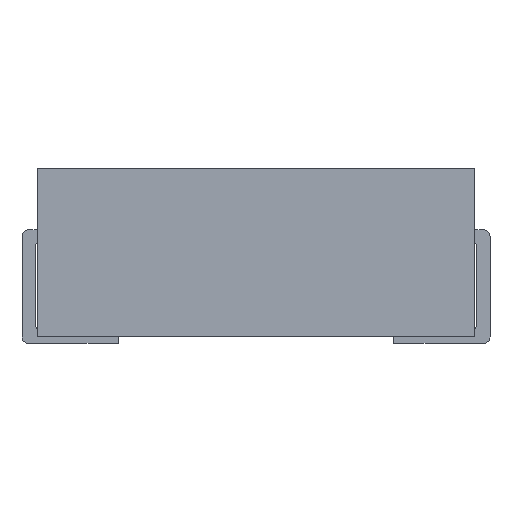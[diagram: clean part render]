
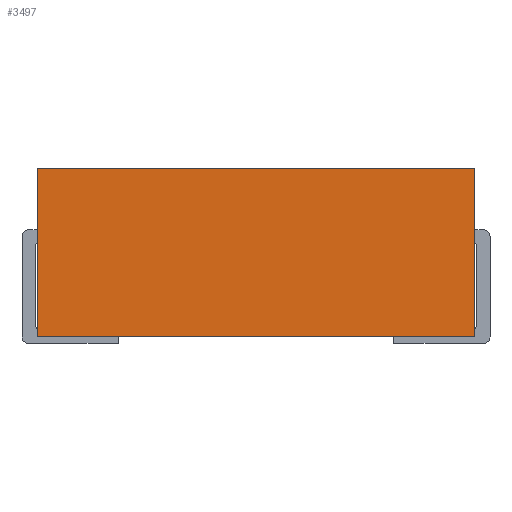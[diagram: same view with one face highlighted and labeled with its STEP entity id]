
A CAD part, left-side view. The second image highlights one B-rep face of the part: STEP entity #3497.
In plain terms, the highlighted face is planar.
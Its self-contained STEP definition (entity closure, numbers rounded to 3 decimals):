
#613=ORIENTED_EDGE('',*,*,#1218,.T.);
#614=ORIENTED_EDGE('',*,*,#1219,.F.);
#615=ORIENTED_EDGE('',*,*,#1220,.F.);
#616=ORIENTED_EDGE('',*,*,#1221,.T.);
#1218=EDGE_CURVE('',#1521,#1522,#1714,.T.);
#1219=EDGE_CURVE('',#1523,#1522,#1715,.T.);
#1220=EDGE_CURVE('',#1524,#1523,#1716,.T.);
#1221=EDGE_CURVE('',#1524,#1521,#1717,.T.);
#1521=VERTEX_POINT('',#5488);
#1522=VERTEX_POINT('',#5489);
#1523=VERTEX_POINT('',#5491);
#1524=VERTEX_POINT('',#5493);
#1714=LINE('',#5487,#1925);
#1715=LINE('',#5490,#1926);
#1716=LINE('',#5492,#1927);
#1717=LINE('',#5494,#1928);
#1925=VECTOR('',#4001,1000.);
#1926=VECTOR('',#4002,1000.);
#1927=VECTOR('',#4003,1000.);
#1928=VECTOR('',#4004,1000.);
#2110=EDGE_LOOP('',(#613,#614,#615,#616));
#2264=FACE_BOUND('',#2110,.T.);
#2398=PLANE('',#3636);
#3497=ADVANCED_FACE('',(#2264),#2398,.F.);
#3636=AXIS2_PLACEMENT_3D('',#5486,#3999,#4000);
#3999=DIRECTION('',(0.,1.,0.));
#4000=DIRECTION('',(0.,0.,1.));
#4001=DIRECTION('',(1.,0.,0.));
#4002=DIRECTION('',(0.,0.,-1.));
#4003=DIRECTION('',(1.,0.,0.));
#4004=DIRECTION('',(0.,0.,-1.));
#5486=CARTESIAN_POINT('',(-5.,-5.,3.85));
#5487=CARTESIAN_POINT('',(-5.,-5.,0.));
#5488=CARTESIAN_POINT('',(-5.,-5.,0.));
#5489=CARTESIAN_POINT('',(5.,-5.,0.));
#5490=CARTESIAN_POINT('',(5.,-5.,3.85));
#5491=CARTESIAN_POINT('',(5.,-5.,3.85));
#5492=CARTESIAN_POINT('',(-5.,-5.,3.85));
#5493=CARTESIAN_POINT('',(-5.,-5.,3.85));
#5494=CARTESIAN_POINT('',(-5.,-5.,3.85));
